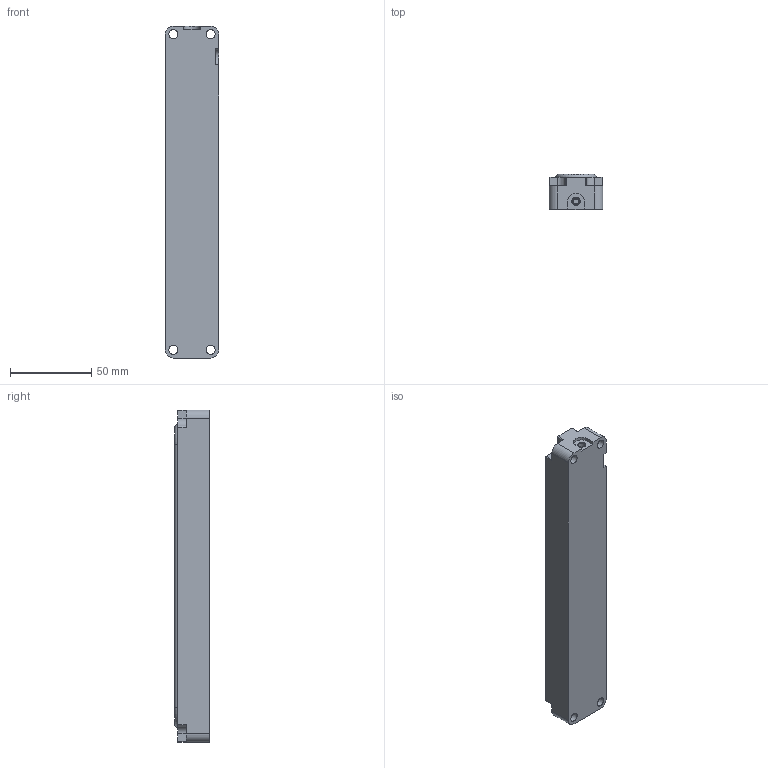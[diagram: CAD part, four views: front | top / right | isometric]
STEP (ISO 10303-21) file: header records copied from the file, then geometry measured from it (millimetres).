
FILE_DESCRIPTION(/* description */ ('STEP AP214'),/* implementation_level */ '2;1');
FILE_NAME(/* name */ '13293_EV-20_180-5',/* time_stamp */ '2024-08-26T16:16:18+02:00',/* author */ ('License CC BY-ND 4.0'),/* organization */ ('CADENAS'),/* preprocessor_version */ 'ST-DEVELOPER v19.3',/* originating_system */ 'PARTsolutions',/* authorisation */ ' ');
FILE_SCHEMA (('AUTOMOTIVE_DESIGN {1 0 10303 214 3 1 1}'));
Length unit declared in the file: millimetre
Products named in the file (4): 13293 EV-20/180-5---(0); 13293 EV-20/180-5_1; 13293 EV-20/180-5_2; 5088186 M5x5
Assembly tree (3 placements, depth 2):
  13293 EV-20/180-5---(0)
    13293 EV-20/180-5_1
    13293 EV-20/180-5_2
    5088186 M5x5
Bounding box: 33 x 21.5 x 204 mm (x, y, z)
Volume: 130535.3 mm3; surface area: 35982.8 mm2
Topology: 3 solids, 3 shells, 118 faces, 310 edges, 205 vertices
Faces by surface type: plane 62, cylinder 41, cone 8, torus 7
Full cylindrical faces by diameter (mm): 2.57 x1, 4 x1, 4.134 x2, 4.8 x3, 5 x2, 5.5 x4
Entity records: 4057 total; most frequent: CARTESIAN_POINT 638, DIRECTION 612, ORIENTED_EDGE 548, EDGE_CURVE 274, AXIS2_PLACEMENT_3D 231, VERTEX_POINT 194, FACE_BOUND 160, EDGE_LOOP 159
